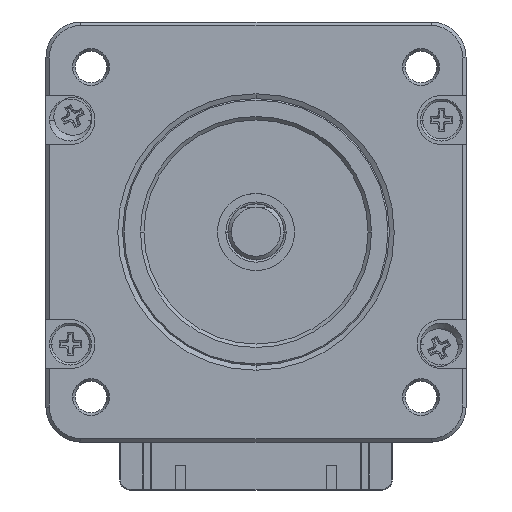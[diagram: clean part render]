
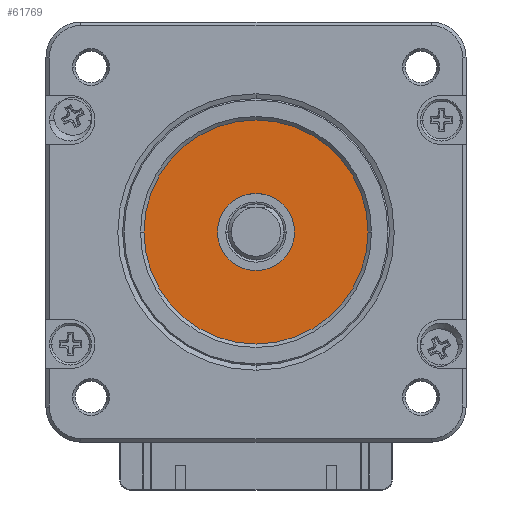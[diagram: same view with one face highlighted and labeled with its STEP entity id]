
A CAD part, top view. The second image highlights one B-rep face of the part: STEP entity #61769.
In plain terms, the highlighted planar face has unit normal (0, 0, 1).
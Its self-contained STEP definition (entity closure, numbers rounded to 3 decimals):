
#58014=CARTESIAN_POINT('',(0.,0.,0.7));
#58015=DIRECTION('',(0.,0.,-1.));
#58016=DIRECTION('',(-1.,0.,0.));
#58017=AXIS2_PLACEMENT_3D('',#58014,#58015,#58016);
#58019=CARTESIAN_POINT('',(0.,0.,0.7));
#58020=DIRECTION('',(0.,0.,-1.));
#58021=DIRECTION('',(1.,0.,0.));
#58022=AXIS2_PLACEMENT_3D('',#58019,#58020,#58021);
#58024=CARTESIAN_POINT('',(0.,0.,0.7));
#58025=DIRECTION('',(0.,0.,1.));
#58026=DIRECTION('',(0.,1.,0.));
#58027=AXIS2_PLACEMENT_3D('',#58024,#58025,#58026);
#58029=CARTESIAN_POINT('',(0.,0.,0.7));
#58030=DIRECTION('',(0.,0.,1.));
#58031=DIRECTION('',(0.,-1.,0.));
#58032=AXIS2_PLACEMENT_3D('',#58029,#58030,#58031);
#60710=CARTESIAN_POINT('',(0.,5.5,0.7));
#60711=CARTESIAN_POINT('',(0.,-5.5,0.7));
#60712=VERTEX_POINT('',#60710);
#60713=VERTEX_POINT('',#60711);
#60718=CARTESIAN_POINT('',(-16.,0.,0.7));
#60719=CARTESIAN_POINT('',(16.,0.,0.7));
#60720=VERTEX_POINT('',#60718);
#60721=VERTEX_POINT('',#60719);
#61754=CARTESIAN_POINT('',(0.,0.,0.7));
#61755=DIRECTION('',(0.,0.,1.));
#61756=DIRECTION('',(1.,0.,0.));
#61757=AXIS2_PLACEMENT_3D('',#61754,#61755,#61756);
#61758=PLANE('',#61757);
#61759=ORIENTED_EDGE('',*,*,#61734,.T.);
#61760=ORIENTED_EDGE('',*,*,#61748,.T.);
#61761=EDGE_LOOP('',(#61759,#61760));
#61762=FACE_OUTER_BOUND('',#61761,.F.);
#61764=ORIENTED_EDGE('',*,*,#61763,.T.);
#61766=ORIENTED_EDGE('',*,*,#61765,.T.);
#61767=EDGE_LOOP('',(#61764,#61766));
#61768=FACE_BOUND('',#61767,.F.);
#61769=ADVANCED_FACE('',(#61762,#61768),#61758,.T.);
#58018=CIRCLE('',#58017,16.);
#58023=CIRCLE('',#58022,16.);
#58028=CIRCLE('',#58027,5.5);
#58033=CIRCLE('',#58032,5.5);
#61734=EDGE_CURVE('',#60720,#60721,#58018,.T.);
#61748=EDGE_CURVE('',#60721,#60720,#58023,.T.);
#61763=EDGE_CURVE('',#60712,#60713,#58028,.T.);
#61765=EDGE_CURVE('',#60713,#60712,#58033,.T.);
